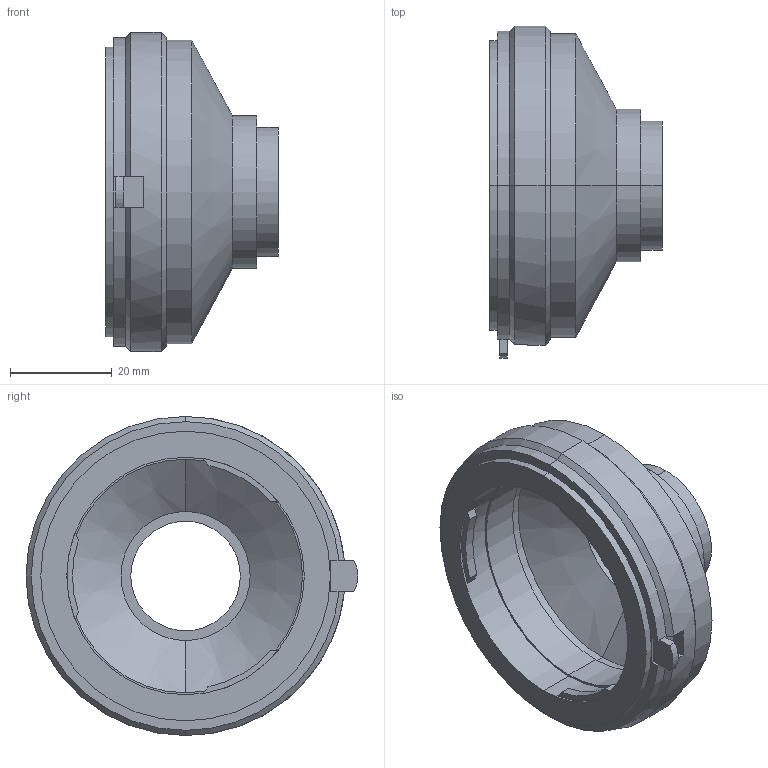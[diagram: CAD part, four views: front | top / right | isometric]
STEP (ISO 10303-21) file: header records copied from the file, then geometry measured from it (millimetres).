
FILE_DESCRIPTION (( 'STEP AP203' ), '1' );
FILE_NAME ('Web Model 54341_54341.step', '2019-09-25T14:54:37', ( '' ), ( '' ), 'SwSTEP 2.0', 'SolidWorks 2018', '' );
FILE_SCHEMA (( 'CONFIG_CONTROL_DESIGN' ));
Length unit declared in the file: millimetre
Products named in the file (1): Web Model 54341_54341
Bounding box: 34 x 65.33 x 62.8 mm (x, y, z)
Volume: 28292.1 mm3; surface area: 13287.6 mm2
Topology: 1 solids, 1 shells, 67 faces, 152 edges, 95 vertices
Faces by surface type: plane 31, cylinder 27, cone 9
Entity records: 1968 total; most frequent: DIRECTION 351, CARTESIAN_POINT 327, ORIENTED_EDGE 304, EDGE_CURVE 152, AXIS2_PLACEMENT_3D 133, VERTEX_POINT 95, LINE 85, VECTOR 85
